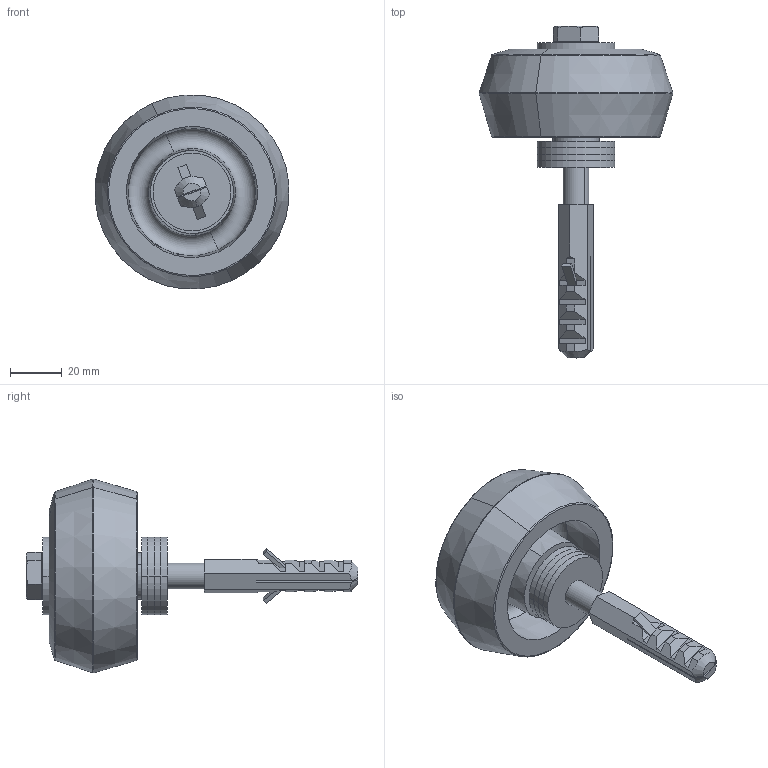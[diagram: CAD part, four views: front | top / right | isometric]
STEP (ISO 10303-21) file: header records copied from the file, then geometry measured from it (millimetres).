
FILE_DESCRIPTION (( 'STEP AP203' ), '1' );
FILE_NAME ('1.38.X09.STEP', '2019-06-04T10:31:25', ( '' ), ( '' ), 'SwSTEP 2.0', 'SolidWorks 2018', '' );
FILE_SCHEMA (( 'CONFIG_CONTROL_DESIGN' ));
Length unit declared in the file: millimetre
Products named in the file (1): 1.38.X09
Bounding box: 74.73 x 127.92 x 74.73 mm (x, y, z)
Volume: 125679.2 mm3; surface area: 39993 mm2
Topology: 10 solids, 10 shells, 168 faces, 395 edges, 248 vertices
Faces by surface type: plane 95, cylinder 34, cone 27, torus 12
Entity records: 5032 total; most frequent: CARTESIAN_POINT 1027, DIRECTION 835, ORIENTED_EDGE 790, EDGE_CURVE 395, AXIS2_PLACEMENT_3D 302, VERTEX_POINT 248, VECTOR 231, LINE 231
